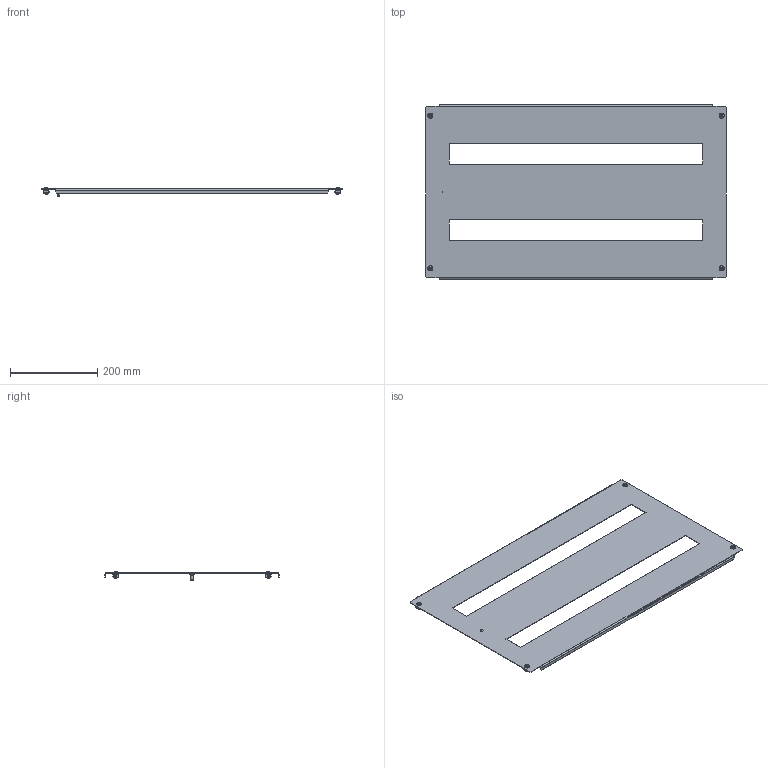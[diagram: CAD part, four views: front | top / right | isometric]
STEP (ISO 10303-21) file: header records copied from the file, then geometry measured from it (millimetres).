
FILE_DESCRIPTION (( 'STEP AP203' ), '1' );
FILE_NAME ('UR01601804002 Ôàëüø-ïàíåëü 32 ìîäóëÿ RS52 40.80 (000.140.027-03).STEP', '2022-04-18T11:29:14', ( '' ), ( '' ), 'SwSTEP 2.0', 'SolidWorks 2017', '' );
FILE_SCHEMA (( 'CONFIG_CONTROL_DESIGN' ));
Length unit declared in the file: millimetre
Products named in the file (8): Âèíò ISO 7380-2 TX_Œ5å12; Êëåòêà ãàéêè_M6-4€; Øïèëüêà çàçåìëåíèÿ CKF CS_Œ6å16; Ãàéêà êâàäðàòíàÿ_Œ5; UR01601804002 Ôàëüø-ïàíåëü 32 ìîäóëÿ RS52 40.80 (000.140.027-03); 011-234 Ôàëüø-ïàíåëü 32 ìîäóëÿ ( .80)_400; Ãàéêà êëåòåâàÿ_M5-4B; 000.140.024 Ôàëüø-ïàíåëü íà 32 ìîäóëÿ RS52 00.80_400
Assembly tree (13 placements, depth 3):
  UR01601804002 Ôàëüø-ïàíåëü 32 ìîäóëÿ RS52 40.80 (000.140.027-03)
    000.140.024 Ôàëüø-ïàíåëü íà 32 ìîäóëÿ RS52 00.80_400
      011-234 Ôàëüø-ïàíåëü 32 ìîäóëÿ ( .80)_400
      Øïèëüêà çàçåìëåíèÿ CKF CS_Œ6å16
    Ãàéêà êëåòåâàÿ_M5-4B  x4
      Êëåòêà ãàéêè_M6-4€
      Ãàéêà êâàäðàòíàÿ_Œ5
    Âèíò ISO 7380-2 TX_Œ5å12  x4
Bounding box: 690 x 399 x 20 mm (x, y, z)
Volume: 280445.2 mm3; surface area: 472564.5 mm2
Topology: 14 solids, 14 shells, 641 faces, 1572 edges, 964 vertices
Faces by surface type: plane 387, cylinder 184, bspline 40, torus 16, cone 14
Entity records: 8230 total; most frequent: CARTESIAN_POINT 2168, ORIENTED_EDGE 1062, DIRECTION 1011, EDGE_CURVE 531, VECTOR 337, AXIS2_PLACEMENT_3D 337, LINE 337, VERTEX_POINT 331
